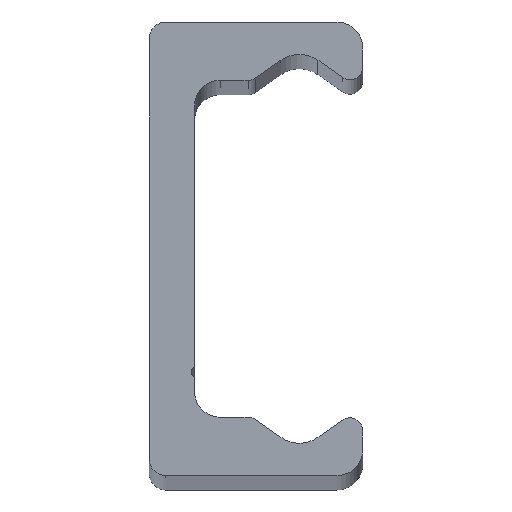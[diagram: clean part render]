
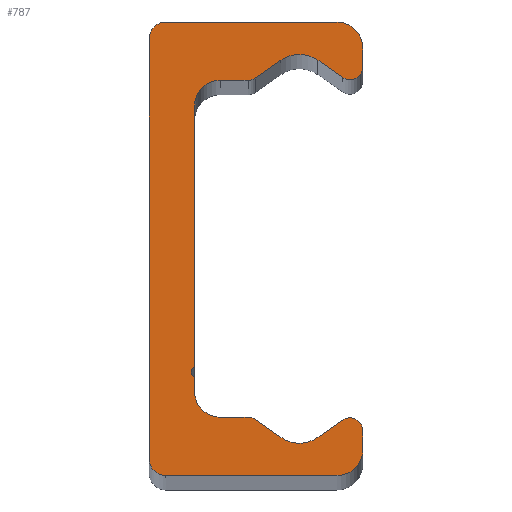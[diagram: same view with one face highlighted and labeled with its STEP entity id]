
A CAD part, top view. The second image highlights one B-rep face of the part: STEP entity #787.
In plain terms, the highlighted planar face has unit normal (0, 0, 1).
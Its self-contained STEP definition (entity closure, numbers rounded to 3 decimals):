
#34=VECTOR('',#964,1.);
#39=VECTOR('',#976,1.);
#43=VECTOR('',#987,1.);
#47=VECTOR('',#998,1.);
#51=VECTOR('',#1009,1.);
#55=VECTOR('',#1020,1.);
#59=VECTOR('',#1031,1.);
#63=VECTOR('',#1042,1.);
#67=VECTOR('',#1053,1.);
#71=VECTOR('',#1064,1.);
#75=VECTOR('',#1075,1.);
#79=VECTOR('',#1086,1.);
#83=VECTOR('',#1097,1.);
#86=LINE('',#1173,#34);
#91=LINE('',#1188,#39);
#95=LINE('',#1200,#43);
#99=LINE('',#1212,#47);
#103=LINE('',#1224,#51);
#107=LINE('',#1236,#55);
#111=LINE('',#1248,#59);
#115=LINE('',#1260,#63);
#119=LINE('',#1272,#67);
#123=LINE('',#1284,#71);
#127=LINE('',#1296,#75);
#131=LINE('',#1308,#79);
#135=LINE('',#1320,#83);
#151=PLANE('',#881);
#185=VERTEX_POINT('',#1174);
#186=VERTEX_POINT('',#1175);
#189=VERTEX_POINT('',#1183);
#191=VERTEX_POINT('',#1189);
#193=VERTEX_POINT('',#1195);
#195=VERTEX_POINT('',#1201);
#197=VERTEX_POINT('',#1207);
#199=VERTEX_POINT('',#1213);
#201=VERTEX_POINT('',#1219);
#203=VERTEX_POINT('',#1225);
#205=VERTEX_POINT('',#1231);
#207=VERTEX_POINT('',#1237);
#209=VERTEX_POINT('',#1243);
#211=VERTEX_POINT('',#1249);
#213=VERTEX_POINT('',#1255);
#215=VERTEX_POINT('',#1261);
#217=VERTEX_POINT('',#1267);
#219=VERTEX_POINT('',#1273);
#221=VERTEX_POINT('',#1279);
#223=VERTEX_POINT('',#1285);
#225=VERTEX_POINT('',#1291);
#227=VERTEX_POINT('',#1297);
#229=VERTEX_POINT('',#1303);
#231=VERTEX_POINT('',#1309);
#233=VERTEX_POINT('',#1315);
#235=VERTEX_POINT('',#1321);
#261=CIRCLE('',#831,2.);
#263=CIRCLE('',#835,1.);
#265=CIRCLE('',#839,2.5);
#267=CIRCLE('',#843,1.);
#269=CIRCLE('',#847,2.);
#271=CIRCLE('',#851,0.5);
#273=CIRCLE('',#855,2.);
#275=CIRCLE('',#859,1.);
#277=CIRCLE('',#863,2.5);
#279=CIRCLE('',#867,1.);
#281=CIRCLE('',#871,2.);
#283=CIRCLE('',#875,1.3);
#285=CIRCLE('',#879,1.3);
#311=EDGE_CURVE('',#185,#186,#86,.T.);
#315=EDGE_CURVE('',#186,#189,#261,.T.);
#318=EDGE_CURVE('',#189,#191,#91,.T.);
#321=EDGE_CURVE('',#191,#193,#263,.T.);
#324=EDGE_CURVE('',#193,#195,#95,.T.);
#327=EDGE_CURVE('',#195,#197,#265,.T.);
#330=EDGE_CURVE('',#197,#199,#99,.T.);
#333=EDGE_CURVE('',#199,#201,#267,.T.);
#336=EDGE_CURVE('',#201,#203,#103,.T.);
#339=EDGE_CURVE('',#203,#205,#269,.T.);
#342=EDGE_CURVE('',#205,#207,#107,.T.);
#345=EDGE_CURVE('',#207,#209,#271,.T.);
#348=EDGE_CURVE('',#209,#211,#111,.T.);
#351=EDGE_CURVE('',#211,#213,#273,.T.);
#354=EDGE_CURVE('',#213,#215,#115,.T.);
#357=EDGE_CURVE('',#215,#217,#275,.T.);
#360=EDGE_CURVE('',#217,#219,#119,.T.);
#363=EDGE_CURVE('',#219,#221,#277,.T.);
#366=EDGE_CURVE('',#221,#223,#123,.T.);
#369=EDGE_CURVE('',#223,#225,#279,.T.);
#372=EDGE_CURVE('',#225,#227,#127,.T.);
#375=EDGE_CURVE('',#227,#229,#281,.T.);
#378=EDGE_CURVE('',#229,#231,#131,.T.);
#381=EDGE_CURVE('',#231,#233,#283,.T.);
#384=EDGE_CURVE('',#233,#235,#135,.T.);
#387=EDGE_CURVE('',#235,#185,#285,.T.);
#541=ORIENTED_EDGE('',*,*,#311,.F.);
#542=ORIENTED_EDGE('',*,*,#387,.F.);
#543=ORIENTED_EDGE('',*,*,#384,.F.);
#544=ORIENTED_EDGE('',*,*,#381,.F.);
#545=ORIENTED_EDGE('',*,*,#378,.F.);
#546=ORIENTED_EDGE('',*,*,#375,.F.);
#547=ORIENTED_EDGE('',*,*,#372,.F.);
#548=ORIENTED_EDGE('',*,*,#369,.F.);
#549=ORIENTED_EDGE('',*,*,#366,.F.);
#550=ORIENTED_EDGE('',*,*,#363,.F.);
#551=ORIENTED_EDGE('',*,*,#360,.F.);
#552=ORIENTED_EDGE('',*,*,#357,.F.);
#553=ORIENTED_EDGE('',*,*,#354,.F.);
#554=ORIENTED_EDGE('',*,*,#351,.F.);
#555=ORIENTED_EDGE('',*,*,#348,.F.);
#556=ORIENTED_EDGE('',*,*,#345,.F.);
#557=ORIENTED_EDGE('',*,*,#342,.F.);
#558=ORIENTED_EDGE('',*,*,#339,.F.);
#559=ORIENTED_EDGE('',*,*,#336,.F.);
#560=ORIENTED_EDGE('',*,*,#333,.F.);
#561=ORIENTED_EDGE('',*,*,#330,.F.);
#562=ORIENTED_EDGE('',*,*,#327,.F.);
#563=ORIENTED_EDGE('',*,*,#324,.F.);
#564=ORIENTED_EDGE('',*,*,#321,.F.);
#565=ORIENTED_EDGE('',*,*,#318,.F.);
#566=ORIENTED_EDGE('',*,*,#315,.F.);
#667=EDGE_LOOP('',(#541,#542,#543,#544,#545,#546,#547,#548,#549,#550,#551,
#552,#553,#554,#555,#556,#557,#558,#559,#560,#561,#562,#563,#564,#565,#566));
#743=FACE_BOUND('',#667,.T.);
#787=ADVANCED_FACE('',(#743),#151,.T.);
#831=AXIS2_PLACEMENT_3D('',#1182,#970,#971);
#835=AXIS2_PLACEMENT_3D('',#1194,#981,#982);
#839=AXIS2_PLACEMENT_3D('',#1206,#992,#993);
#843=AXIS2_PLACEMENT_3D('',#1218,#1003,#1004);
#847=AXIS2_PLACEMENT_3D('',#1230,#1014,#1015);
#851=AXIS2_PLACEMENT_3D('',#1242,#1025,#1026);
#855=AXIS2_PLACEMENT_3D('',#1254,#1036,#1037);
#859=AXIS2_PLACEMENT_3D('',#1266,#1047,#1048);
#863=AXIS2_PLACEMENT_3D('',#1278,#1058,#1059);
#867=AXIS2_PLACEMENT_3D('',#1290,#1069,#1070);
#871=AXIS2_PLACEMENT_3D('',#1302,#1080,#1081);
#875=AXIS2_PLACEMENT_3D('',#1314,#1091,#1092);
#879=AXIS2_PLACEMENT_3D('',#1326,#1102,#1103);
#881=AXIS2_PLACEMENT_3D('',#1328,#1106,$);
#964=DIRECTION('',(1.,0.,0.));
#970=DIRECTION('',(0.,0.,-1.));
#971=DIRECTION('',(2.,0.,0.));
#976=DIRECTION('',(0.,-1.,0.));
#981=DIRECTION('',(0.,0.,-1.));
#982=DIRECTION('',(1.,0.,0.));
#987=DIRECTION('',(-0.819,0.574,0.));
#992=DIRECTION('',(0.,0.,1.));
#993=DIRECTION('',(2.5,0.,0.));
#998=DIRECTION('',(-0.819,-0.574,0.));
#1003=DIRECTION('',(0.,0.,-1.));
#1004=DIRECTION('',(1.,0.,0.));
#1009=DIRECTION('',(-1.,0.,0.));
#1014=DIRECTION('',(0.,0.,1.));
#1015=DIRECTION('',(2.,0.,0.));
#1020=DIRECTION('',(0.,-1.,0.));
#1025=DIRECTION('',(0.,0.,1.));
#1026=DIRECTION('',(0.5,0.,0.));
#1031=DIRECTION('',(0.,-1.,0.));
#1036=DIRECTION('',(0.,0.,1.));
#1037=DIRECTION('',(2.,0.,0.));
#1042=DIRECTION('',(1.,0.,0.));
#1047=DIRECTION('',(0.,0.,-1.));
#1048=DIRECTION('',(1.,0.,0.));
#1053=DIRECTION('',(0.819,-0.574,0.));
#1058=DIRECTION('',(0.,0.,1.));
#1059=DIRECTION('',(2.5,0.,0.));
#1064=DIRECTION('',(0.819,0.574,0.));
#1069=DIRECTION('',(0.,0.,-1.));
#1070=DIRECTION('',(1.,0.,0.));
#1075=DIRECTION('',(0.,-1.,0.));
#1080=DIRECTION('',(0.,0.,-1.));
#1081=DIRECTION('',(2.,0.,0.));
#1086=DIRECTION('',(-1.,0.,0.));
#1091=DIRECTION('',(0.,0.,-1.));
#1092=DIRECTION('',(1.3,0.,0.));
#1097=DIRECTION('',(0.,1.,0.));
#1102=DIRECTION('',(0.,0.,-1.));
#1103=DIRECTION('',(1.3,0.,0.));
#1106=DIRECTION('',(0.,0.,1.));
#1173=CARTESIAN_POINT('',(14.5,17.5,640.));
#1174=CARTESIAN_POINT('',(1.3,17.5,640.));
#1175=CARTESIAN_POINT('',(14.5,17.5,640.));
#1182=CARTESIAN_POINT('',(14.5,15.5,640.));
#1183=CARTESIAN_POINT('',(16.5,15.5,640.));
#1188=CARTESIAN_POINT('',(16.5,14.042,640.));
#1189=CARTESIAN_POINT('',(16.5,14.042,640.));
#1194=CARTESIAN_POINT('',(15.5,14.042,640.));
#1195=CARTESIAN_POINT('',(14.926,13.223,640.));
#1200=CARTESIAN_POINT('',(13.034,14.548,640.));
#1201=CARTESIAN_POINT('',(13.034,14.548,640.));
#1206=CARTESIAN_POINT('',(11.6,12.5,640.));
#1207=CARTESIAN_POINT('',(10.166,14.548,640.));
#1212=CARTESIAN_POINT('',(8.214,13.181,640.));
#1213=CARTESIAN_POINT('',(8.214,13.181,640.));
#1218=CARTESIAN_POINT('',(7.64,14.,640.));
#1219=CARTESIAN_POINT('',(7.64,13.,640.));
#1224=CARTESIAN_POINT('',(5.5,13.,640.));
#1225=CARTESIAN_POINT('',(5.5,13.,640.));
#1230=CARTESIAN_POINT('',(5.5,11.,640.));
#1231=CARTESIAN_POINT('',(3.5,11.,640.));
#1236=CARTESIAN_POINT('',(3.5,-9.067,640.));
#1237=CARTESIAN_POINT('',(3.5,-9.067,640.));
#1242=CARTESIAN_POINT('',(3.75,-9.5,640.));
#1243=CARTESIAN_POINT('',(3.5,-9.933,640.));
#1248=CARTESIAN_POINT('',(3.5,-11.,640.));
#1249=CARTESIAN_POINT('',(3.5,-11.,640.));
#1254=CARTESIAN_POINT('',(5.5,-11.,640.));
#1255=CARTESIAN_POINT('',(5.5,-13.,640.));
#1260=CARTESIAN_POINT('',(7.64,-13.,640.));
#1261=CARTESIAN_POINT('',(7.64,-13.,640.));
#1266=CARTESIAN_POINT('',(7.64,-14.,640.));
#1267=CARTESIAN_POINT('',(8.214,-13.181,640.));
#1272=CARTESIAN_POINT('',(10.166,-14.548,640.));
#1273=CARTESIAN_POINT('',(10.166,-14.548,640.));
#1278=CARTESIAN_POINT('',(11.6,-12.5,640.));
#1279=CARTESIAN_POINT('',(13.034,-14.548,640.));
#1284=CARTESIAN_POINT('',(14.926,-13.223,640.));
#1285=CARTESIAN_POINT('',(14.926,-13.223,640.));
#1290=CARTESIAN_POINT('',(15.5,-14.042,640.));
#1291=CARTESIAN_POINT('',(16.5,-14.042,640.));
#1296=CARTESIAN_POINT('',(16.5,-15.5,640.));
#1297=CARTESIAN_POINT('',(16.5,-15.5,640.));
#1302=CARTESIAN_POINT('',(14.5,-15.5,640.));
#1303=CARTESIAN_POINT('',(14.5,-17.5,640.));
#1308=CARTESIAN_POINT('',(1.3,-17.5,640.));
#1309=CARTESIAN_POINT('',(1.3,-17.5,640.));
#1314=CARTESIAN_POINT('',(1.3,-16.2,640.));
#1315=CARTESIAN_POINT('',(0.,-16.2,640.));
#1320=CARTESIAN_POINT('',(0.,16.2,640.));
#1321=CARTESIAN_POINT('',(0.,16.2,640.));
#1326=CARTESIAN_POINT('',(1.3,16.2,640.));
#1328=CARTESIAN_POINT('',(5.942,-0.014,640.));
